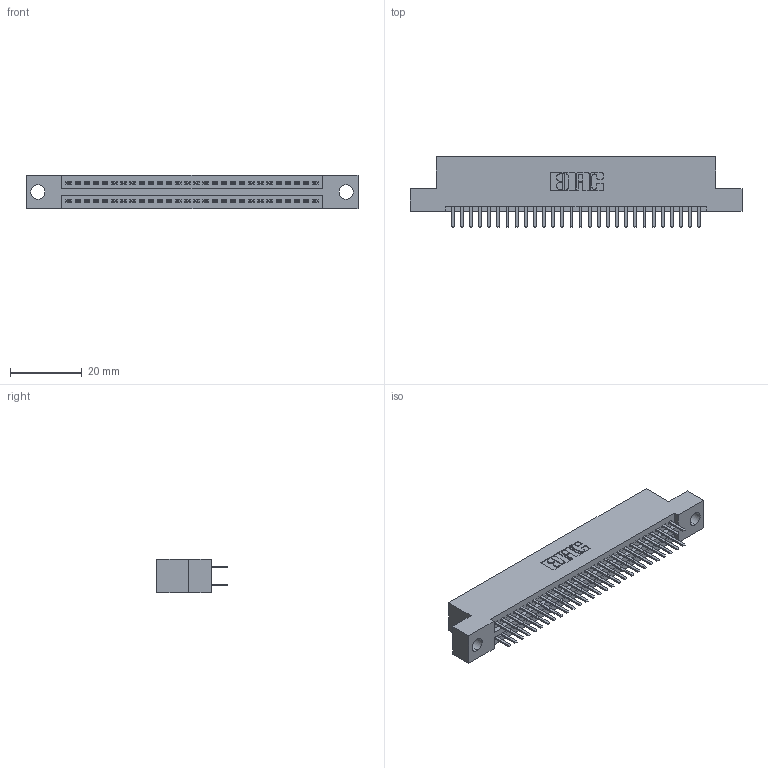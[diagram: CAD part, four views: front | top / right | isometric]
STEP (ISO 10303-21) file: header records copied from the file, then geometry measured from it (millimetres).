
FILE_DESCRIPTION (( 'STEP AP203' ), '1' );
FILE_NAME ('395-056-520-204.STEP', '2021-06-17T00:59:53', ( '' ), ( '' ), 'SwSTEP 2.0', 'SolidWorks 2020', '' );
FILE_SCHEMA (( 'CONFIG_CONTROL_DESIGN' ));
Length unit declared in the file: inch
Products named in the file (3): 345 Part_Flush Mounting Lugs - 0.156 Dia-TI; 395-056-520-204; 345-292-001_345-293-120
Assembly tree (57 placements, depth 2):
  395-056-520-204
    345 Part_Flush Mounting Lugs - 0.156 Dia-TI
    345-292-001_345-293-120  x56
Bounding box: 92.33 x 19.68 x 9.4 mm (x, y, z)
Volume: 8708.4 mm3; surface area: 12400.6 mm2
Topology: 57 solids, 57 shells, 3164 faces, 9169 edges, 5962 vertices
Faces by surface type: plane 2054, cylinder 1110
Entity records: 24387 total; most frequent: CARTESIAN_POINT 4118, ORIENTED_EDGE 4038, DIRECTION 3635, EDGE_CURVE 2019, VECTOR 1771, LINE 1771, VERTEX_POINT 1342, AXIS2_PLACEMENT_3D 932
